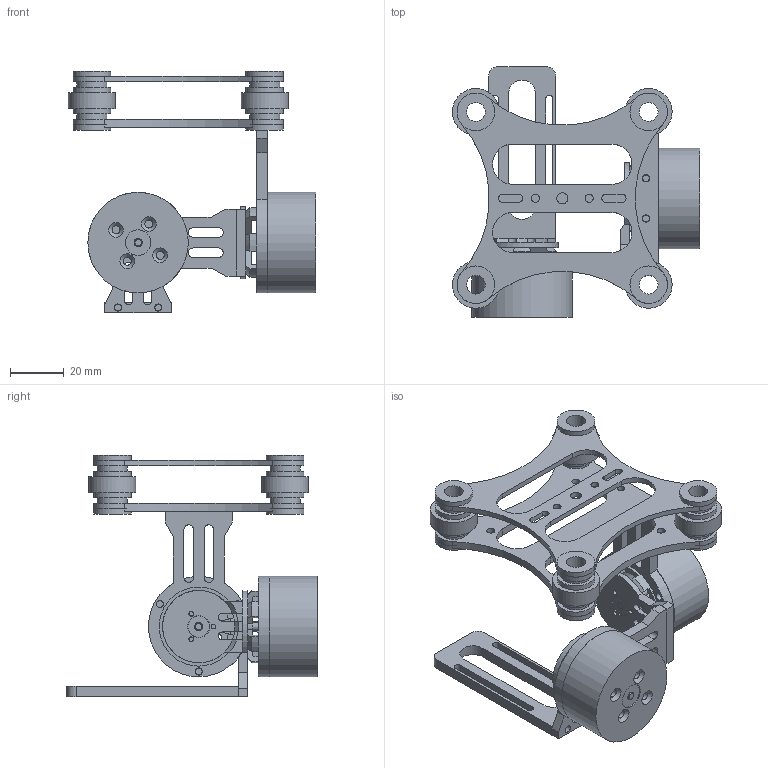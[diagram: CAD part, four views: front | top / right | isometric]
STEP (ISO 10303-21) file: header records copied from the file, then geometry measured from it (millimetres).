
FILE_DESCRIPTION(/* description */ (''),/* implementation_level */ '2;1');
FILE_NAME(/* name */ 'Gimbal.stp',/* time_stamp */ '2020-05-08T16:31:26-04:00',/* author */ ('ljubi'),/* organization */ (''),/* preprocessor_version */ 'ST-DEVELOPER v18.1',/* originating_system */ 'Autodesk Inventor 2021',/* authorisation */ '');
FILE_SCHEMA (('AUTOMOTIVE_DESIGN { 1 0 10303 214 3 1 1 }'));
Length unit declared in the file: millimetre
Products named in the file (10): Gimbal; Top Support Plate; Rubber Spacers; Bottom Support Plate; Roll Bracket; Motor; Pitch Bracket; Motor - OH; Motor Bracket; Camera Support
Assembly tree (13 placements, depth 2):
  Gimbal
    Top Support Plate
    Rubber Spacers  x4
    Bottom Support Plate
    Roll Bracket
    Motor
    Motor Bracket  x2
    Pitch Bracket
    Motor - OH
    Camera Support
Bounding box: 92.25 x 93.5 x 90.25 mm (x, y, z)
Volume: 61831.5 mm3; surface area: 56750.8 mm2
Topology: 13 solids, 13 shells, 431 faces, 1254 edges, 881 vertices
Faces by surface type: plane 207, cylinder 182, cone 42
Full cylindrical faces by diameter (mm): 1.6 x6, 1.8 x6, 2.5 x12, 2.7 x12, 3 x20, 3.1 x2, 4.1 x1, 7 x4, 8 x2, 8.2 x2, 8.5 x16, 9.5 x2, 11.25 x8, 14 x16, 17.5 x4, 23 x2, 27 x2, 29.5 x4, 37.5 x2
Entity records: 12515 total; most frequent: DIRECTION 2233, CARTESIAN_POINT 2097, ORIENTED_EDGE 2034, EDGE_CURVE 1017, AXIS2_PLACEMENT_3D 856, VERTEX_POINT 702, LINE 521, VECTOR 521
